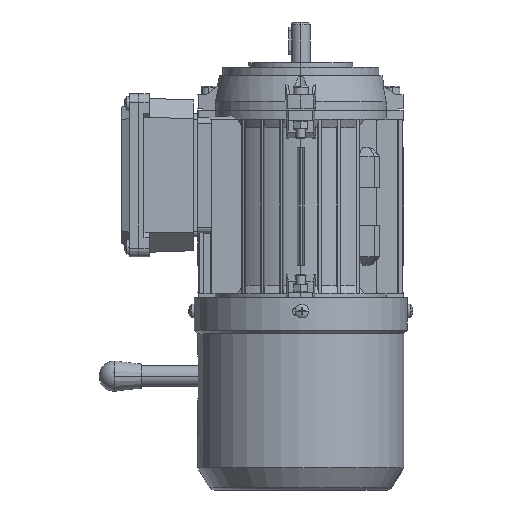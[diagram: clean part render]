
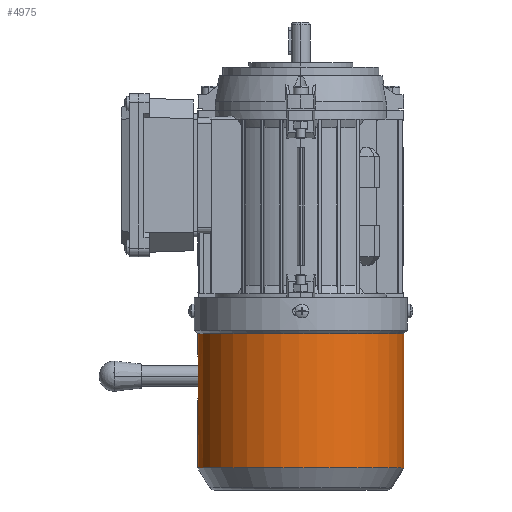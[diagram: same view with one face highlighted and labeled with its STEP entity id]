
A CAD part, left-side view. The second image highlights one B-rep face of the part: STEP entity #4975.
In plain terms, the highlighted cylindrical face has radius 59.5 mm (diameter 119 mm), a partial arc.
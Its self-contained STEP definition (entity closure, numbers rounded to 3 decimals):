
#4360 = ORIENTED_EDGE ( 'NONE', *, *, #4759, .T. ) ;
#4361 = ORIENTED_EDGE ( 'NONE', *, *, #4362, .T. ) ;
#4362 = EDGE_CURVE ( 'NONE', #4702, #4363, #39493, .T. ) ;
#4363 = VERTEX_POINT ( 'NONE', #39489 ) ;
#4364 = ORIENTED_EDGE ( 'NONE', *, *, #4365, .F. ) ;
#4365 = EDGE_CURVE ( 'NONE', #4366, #4363, #39486, .T. ) ;
#4366 = VERTEX_POINT ( 'NONE', #39488 ) ;
#4404 = ORIENTED_EDGE ( 'NONE', *, *, #4405, .F. ) ;
#4405 = EDGE_CURVE ( 'NONE', #4406, #4366, #39519, .T. ) ;
#4406 = VERTEX_POINT ( 'NONE', #39515 ) ;
#4407 = ORIENTED_EDGE ( 'NONE', *, *, #4408, .F. ) ;
#4408 = EDGE_CURVE ( 'NONE', #4409, #4406, #39544, .T. ) ;
#4409 = VERTEX_POINT ( 'NONE', #39545 ) ;
#4410 = ORIENTED_EDGE ( 'NONE', *, *, #4411, .T. ) ;
#4411 = EDGE_CURVE ( 'NONE', #4409, #4412, #39536, .T. ) ;
#4412 = VERTEX_POINT ( 'NONE', #39586 ) ;
#4413 = ORIENTED_EDGE ( 'NONE', *, *, #4414, .F. ) ;
#4414 = EDGE_CURVE ( 'NONE', #4415, #4412, #39562, .T. ) ;
#4415 = VERTEX_POINT ( 'NONE', #39557 ) ;
#4416 = ORIENTED_EDGE ( 'NONE', *, *, #4417, .F. ) ;
#4417 = EDGE_CURVE ( 'NONE', #4701, #4415, #39556, .T. ) ;
#4701 = VERTEX_POINT ( 'NONE', #40635 ) ;
#4702 = VERTEX_POINT ( 'NONE', #40716 ) ;
#4759 = EDGE_CURVE ( 'NONE', #4701, #4702, #40509, .T. ) ;
#4975 = ADVANCED_FACE ( 'NONE', ( #41084 ), #41079, .T. ) ;
#4976 = EDGE_LOOP ( 'NONE', ( #4360, #4361, #4364, #4404, #4407, #4410, #4413, #4416 ) ) ;
#39455 = CARTESIAN_POINT ( 'NONE',  ( -77.999, -59.501, 0. ) ) ;
#39456 = CARTESIAN_POINT ( 'NONE',  ( -77.999, -59.501, 0.392 ) ) ;
#39457 = CARTESIAN_POINT ( 'NONE',  ( -77.961, -59.497, 0.781 ) ) ;
#39458 = CARTESIAN_POINT ( 'NONE',  ( -77.846, -59.486, 1.362 ) ) ;
#39459 = CARTESIAN_POINT ( 'NONE',  ( -77.798, -59.481, 1.555 ) ) ;
#39460 = CARTESIAN_POINT ( 'NONE',  ( -77.683, -59.47, 1.931 ) ) ;
#39461 = CARTESIAN_POINT ( 'NONE',  ( -77.551, -59.458, 2.3 ) ) ;
#39462 = CARTESIAN_POINT ( 'NONE',  ( -77.384, -59.442, 2.653 ) ) ;
#39463 = CARTESIAN_POINT ( 'NONE',  ( -77.199, -59.426, 3. ) ) ;
#39464 = CARTESIAN_POINT ( 'NONE',  ( -77.097, -59.417, 3.17 ) ) ;
#39465 = CARTESIAN_POINT ( 'NONE',  ( -76.768, -59.389, 3.662 ) ) ;
#39466 = CARTESIAN_POINT ( 'NONE',  ( -76.52, -59.37, 3.964 ) ) ;
#39467 = CARTESIAN_POINT ( 'NONE',  ( -75.967, -59.33, 4.518 ) ) ;
#39468 = CARTESIAN_POINT ( 'NONE',  ( -75.658, -59.31, 4.771 ) ) ;
#39469 = CARTESIAN_POINT ( 'NONE',  ( -75.006, -59.273, 5.207 ) ) ;
#39470 = CARTESIAN_POINT ( 'NONE',  ( -74.662, -59.257, 5.391 ) ) ;
#39471 = CARTESIAN_POINT ( 'NONE',  ( -74.117, -59.236, 5.617 ) ) ;
#39472 = CARTESIAN_POINT ( 'NONE',  ( -73.929, -59.229, 5.685 ) ) ;
#39473 = CARTESIAN_POINT ( 'NONE',  ( -73.552, -59.218, 5.799 ) ) ;
#39474 = CARTESIAN_POINT ( 'NONE',  ( -73.362, -59.213, 5.847 ) ) ;
#39475 = CARTESIAN_POINT ( 'NONE',  ( -72.786, -59.202, 5.961 ) ) ;
#39478 = CARTESIAN_POINT ( 'NONE',  ( -72.396, -59.198, 6. ) ) ;
#39480 = CARTESIAN_POINT ( 'NONE',  ( -71.999, -59.198, 6. ) ) ;
#39486 = B_SPLINE_CURVE_WITH_KNOTS ( 'NONE', 3,
 ( #39480, #39478, #39475, #39474, #39473, #39472, #39471, #39470, #39469, #39468, #39467, #39466, #39465, #39464, #39463, #39462, #39461, #39460, #39459, #39458, #39457, #39456, #39455 ),
 .UNSPECIFIED., .F., .F.,
 ( 4, 2, 2, 2, 2, 2, 2, 2, 1, 2, 2, 4 ),
 ( 0., 0.001, 0.002, 0.002, 0.004, 0.005, 0.006, 0.006, 0.007, 0.008, 0.008, 0.009 ),
 .UNSPECIFIED. ) ;
#39488 = CARTESIAN_POINT ( 'NONE',  ( -71.999, -59.198, 6. ) ) ;
#39489 = CARTESIAN_POINT ( 'NONE',  ( -77.999, -59.501, 0. ) ) ;
#39490 = DIRECTION ( 'NONE',  ( 1., 0., 0. ) ) ;
#39491 = VECTOR ( 'NONE', #39490, 1000. ) ;
#39492 = CARTESIAN_POINT ( 'NONE',  ( 2.001, -59.501, 0. ) ) ;
#39493 = LINE ( 'NONE', #39492, #39491 ) ;
#39515 = CARTESIAN_POINT ( 'NONE',  ( -51.999, -59.198, 6. ) ) ;
#39516 = DIRECTION ( 'NONE',  ( -1., 0., 0. ) ) ;
#39517 = VECTOR ( 'NONE', #39516, 1000. ) ;
#39518 = CARTESIAN_POINT ( 'NONE',  ( 2.001, -59.198, 6. ) ) ;
#39519 = LINE ( 'NONE', #39518, #39517 ) ;
#39536 = LINE ( 'NONE', #39589, #39588 ) ;
#39538 = CARTESIAN_POINT ( 'NONE',  ( -46.305, -59.471, 1.932 ) ) ;
#39539 = CARTESIAN_POINT ( 'NONE',  ( -46.192, -59.482, 1.558 ) ) ;
#39540 = CARTESIAN_POINT ( 'NONE',  ( -46.039, -59.497, 0.789 ) ) ;
#39542 = CARTESIAN_POINT ( 'NONE',  ( -45.999, -59.501, 0.391 ) ) ;
#39543 = CARTESIAN_POINT ( 'NONE',  ( -45.999, -59.501, 0. ) ) ;
#39544 = B_SPLINE_CURVE_WITH_KNOTS ( 'NONE', 3,
 ( #39543, #39542, #39540, #39539, #39538, #39585, #39584, #39583, #39582, #39581, #39579, #39577, #39576, #39575, #39574, #39573, #39572, #39571, #39570, #39569, #39568, #39566 ),
 .UNSPECIFIED., .F., .F.,
 ( 4, 2, 2, 2, 2, 2, 2, 2, 2, 2, 4 ),
 ( 0.009, 0.011, 0.012, 0.012, 0.013, 0.014, 0.015, 0.016, 0.016, 0.018, 0.019 ),
 .UNSPECIFIED. ) ;
#39545 = CARTESIAN_POINT ( 'NONE',  ( -45.999, -59.501, 0. ) ) ;
#39553 = DIRECTION ( 'NONE',  ( 1., 0., 0. ) ) ;
#39554 = VECTOR ( 'NONE', #39553, 1000. ) ;
#39555 = CARTESIAN_POINT ( 'NONE',  ( 2.001, 59.499, 0. ) ) ;
#39556 = LINE ( 'NONE', #39555, #39554 ) ;
#39557 = CARTESIAN_POINT ( 'NONE',  ( -9.716, 59.499, 0. ) ) ;
#39558 = DIRECTION ( 'NONE',  ( 0., 1., 0. ) ) ;
#39559 = DIRECTION ( 'NONE',  ( 1., 0., 0. ) ) ;
#39560 = CARTESIAN_POINT ( 'NONE',  ( -9.716, -0.001, 0. ) ) ;
#39561 = AXIS2_PLACEMENT_3D ( 'NONE', #39560, #39559, #39558 ) ;
#39562 = CIRCLE ( 'NONE', #39561, 59.5 ) ;
#39566 = CARTESIAN_POINT ( 'NONE',  ( -51.999, -59.198, 6. ) ) ;
#39568 = CARTESIAN_POINT ( 'NONE',  ( -51.603, -59.198, 6. ) ) ;
#39569 = CARTESIAN_POINT ( 'NONE',  ( -51.206, -59.202, 5.96 ) ) ;
#39570 = CARTESIAN_POINT ( 'NONE',  ( -50.437, -59.217, 5.806 ) ) ;
#39571 = CARTESIAN_POINT ( 'NONE',  ( -50.064, -59.228, 5.693 ) ) ;
#39572 = CARTESIAN_POINT ( 'NONE',  ( -49.519, -59.25, 5.467 ) ) ;
#39573 = CARTESIAN_POINT ( 'NONE',  ( -49.339, -59.257, 5.382 ) ) ;
#39574 = CARTESIAN_POINT ( 'NONE',  ( -48.992, -59.274, 5.196 ) ) ;
#39575 = CARTESIAN_POINT ( 'NONE',  ( -48.825, -59.283, 5.095 ) ) ;
#39576 = CARTESIAN_POINT ( 'NONE',  ( -48.338, -59.31, 4.769 ) ) ;
#39577 = CARTESIAN_POINT ( 'NONE',  ( -48.035, -59.33, 4.521 ) ) ;
#39579 = CARTESIAN_POINT ( 'NONE',  ( -47.476, -59.37, 3.961 ) ) ;
#39581 = CARTESIAN_POINT ( 'NONE',  ( -47.228, -59.39, 3.658 ) ) ;
#39582 = CARTESIAN_POINT ( 'NONE',  ( -46.902, -59.417, 3.171 ) ) ;
#39583 = CARTESIAN_POINT ( 'NONE',  ( -46.801, -59.426, 3.003 ) ) ;
#39584 = CARTESIAN_POINT ( 'NONE',  ( -46.616, -59.442, 2.656 ) ) ;
#39585 = CARTESIAN_POINT ( 'NONE',  ( -46.531, -59.45, 2.477 ) ) ;
#39586 = CARTESIAN_POINT ( 'NONE',  ( -9.716, -59.501, 0. ) ) ;
#39587 = DIRECTION ( 'NONE',  ( 1., 0., 0. ) ) ;
#39588 = VECTOR ( 'NONE', #39587, 1000. ) ;
#39589 = CARTESIAN_POINT ( 'NONE',  ( 2.001, -59.501, 0. ) ) ;
#40505 = DIRECTION ( 'NONE',  ( 0., 1., 0. ) ) ;
#40506 = DIRECTION ( 'NONE',  ( 1., 0., 0. ) ) ;
#40507 = CARTESIAN_POINT ( 'NONE',  ( -87.285, -0.001, 0. ) ) ;
#40508 = AXIS2_PLACEMENT_3D ( 'NONE', #40507, #40506, #40505 ) ;
#40509 = CIRCLE ( 'NONE', #40508, 59.5 ) ;
#40635 = CARTESIAN_POINT ( 'NONE',  ( -87.285, 59.499, 0. ) ) ;
#40716 = CARTESIAN_POINT ( 'NONE',  ( -87.285, -59.501, 0. ) ) ;
#41075 = DIRECTION ( 'NONE',  ( 0., 1., 0. ) ) ;
#41077 = DIRECTION ( 'NONE',  ( 1., 0., 0. ) ) ;
#41078 = AXIS2_PLACEMENT_3D ( 'NONE', #41083, #41077, #41075 ) ;
#41079 = CYLINDRICAL_SURFACE ( 'NONE', #41078, 59.5 ) ;
#41083 = CARTESIAN_POINT ( 'NONE',  ( 2.001, -0.001, 0. ) ) ;
#41084 = FACE_OUTER_BOUND ( 'NONE', #4976, .T. ) ;
